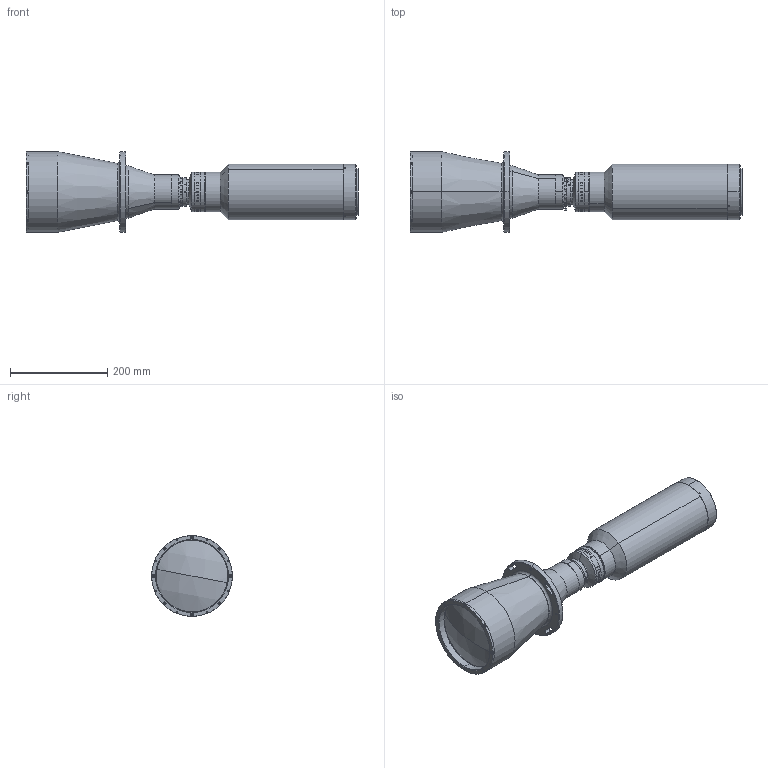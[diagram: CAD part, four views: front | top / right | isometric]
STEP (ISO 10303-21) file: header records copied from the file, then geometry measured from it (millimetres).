
FILE_DESCRIPTION (( 'STEP AP203' ), '1' );
FILE_NAME ('XF-PTL12282-M95-12-VI.STEP', '2019-06-13T07:58:07', ( 'canrill005' ), ( '' ), 'SwSTEP 2.0', 'SolidWorks 2014', '' );
FILE_SCHEMA (( 'CONFIG_CONTROL_DESIGN' ));
Length unit declared in the file: millimetre
Products named in the file (2): XF-PTL12282-M95-12-VI
Bounding box: 682.33 x 166 x 166 mm (x, y, z)
Surface area: 354107.7 mm2 (no closed solid volume)
Topology: 0 solids, 83 shells, 384 faces, 2184 edges, 1859 vertices
Faces by surface type: cylinder 225, plane 101, cone 48, torus 8, sphere 2
Entity records: 33936 total; most frequent: CARTESIAN_POINT 17711, DIRECTION 3162, ORIENTED_EDGE 2860, EDGE_CURVE 2184, VERTEX_POINT 1859, AXIS2_PLACEMENT_3D 1211, CIRCLE 825, VECTOR 740
